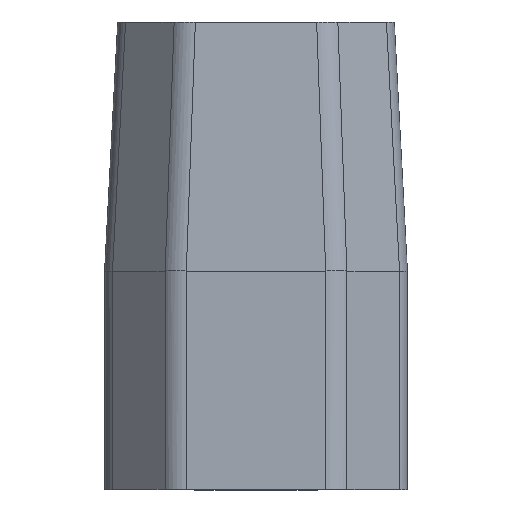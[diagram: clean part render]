
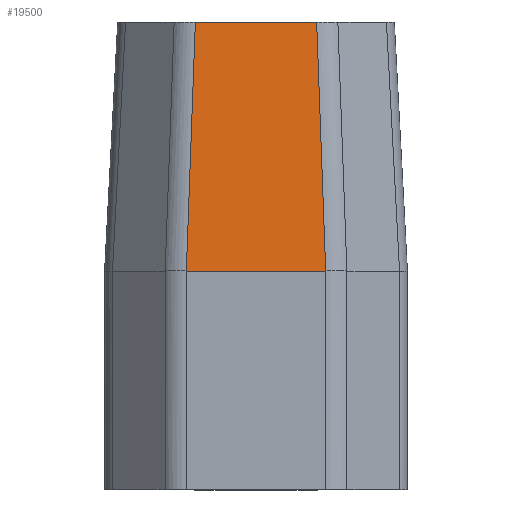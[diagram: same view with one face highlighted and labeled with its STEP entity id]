
A CAD part, top view. The second image highlights one B-rep face of the part: STEP entity #19500.
In plain terms, the highlighted planar face has unit normal (0, 0.047, 0.999).
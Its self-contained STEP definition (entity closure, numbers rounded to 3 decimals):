
#18930=CARTESIAN_POINT('',(-52.698,0.618,75.975));
#18940=DIRECTION('',(0.,0.047,
0.999));
#18950=DIRECTION('',(1.,0.,0.));
#18960=AXIS2_PLACEMENT_3D('',#18930,#18940,#18950);
#18970=PLANE('',#18960);
#18980=CARTESIAN_POINT('',(-47.48,21.993,74.975));
#18990=DIRECTION('',(0.,0.047,
0.999));
#19000=DIRECTION('',(0.,0.999,
-0.047));
#19010=AXIS2_PLACEMENT_3D('',#18980,#18990,#19000);
#19020=ELLIPSE('',#19010,21.398,1.);
#19030=CARTESIAN_POINT('',(-47.48,0.618,75.975));
#19040=VERTEX_POINT('',#19030);
#19050=CARTESIAN_POINT('',(-47.48,0.618,
75.975));
#19060=VERTEX_POINT('',#19050);
#19070=EDGE_CURVE('',#19040,#19060,#19020,.T.);
#19080=ORIENTED_EDGE('',*,*,#19070,.T.);
#19090=CARTESIAN_POINT('',(-48.223,0.618,75.975));
#19100=DIRECTION('',(1.,0.,0.));
#19110=VECTOR('',#19100,1.);
#19120=LINE('',#19090,#19110);
#19130=CARTESIAN_POINT('',(-52.266,0.618,75.975));
#19140=VERTEX_POINT('',#19130);
#19150=EDGE_CURVE('',#19140,#19040,#19120,.T.);
#19160=ORIENTED_EDGE('',*,*,#19150,.T.);
#19170=CARTESIAN_POINT('',(-52.266,21.993,74.975));
#19180=DIRECTION('',(0.,0.047,
0.999));
#19190=DIRECTION('',(0.,0.999,
-0.047));
#19200=AXIS2_PLACEMENT_3D('',#19170,#19180,#19190);
#19210=ELLIPSE('',#19200,21.398,1.);
#19220=CARTESIAN_POINT('',(-52.266,0.618,
75.975));
#19230=VERTEX_POINT('',#19220);
#19240=EDGE_CURVE('',#19230,#19140,#19210,.T.);
#19250=ORIENTED_EDGE('',*,*,#19240,.T.);
#19260=CARTESIAN_POINT('',(-52.288,-0.003,
76.004));
#19270=DIRECTION('',(0.036,0.998,
-0.047));
#19280=VECTOR('',#19270,1.);
#19290=LINE('',#19260,#19280);
#19300=CARTESIAN_POINT('',(-51.956,9.168,75.575));
#19310=VERTEX_POINT('',#19300);
#19320=EDGE_CURVE('',#19230,#19310,#19290,.T.);
#19330=ORIENTED_EDGE('',*,*,#19320,.F.);
#19340=CARTESIAN_POINT('',(-48.223,9.168,75.575));
#19350=DIRECTION('',(-1.,0.,0.));
#19360=VECTOR('',#19350,1.);
#19370=LINE('',#19340,#19360);
#19380=CARTESIAN_POINT('',(-47.79,9.168,75.575));
#19390=VERTEX_POINT('',#19380);
#19400=EDGE_CURVE('',#19390,#19310,#19370,.T.);
#19410=ORIENTED_EDGE('',*,*,#19400,.T.);
#19420=CARTESIAN_POINT('',(-47.457,-0.003,
76.004));
#19430=DIRECTION('',(-0.036,0.998,
-0.047));
#19440=VECTOR('',#19430,1.);
#19450=LINE('',#19420,#19440);
#19460=EDGE_CURVE('',#19060,#19390,#19450,.T.);
#19470=ORIENTED_EDGE('',*,*,#19460,.T.);
#19480=EDGE_LOOP('',(#19470,#19410,#19330,#19250,#19160,#19080));
#19490=FACE_OUTER_BOUND('',#19480,.T.);
#19500=ADVANCED_FACE('',(#19490),#18970,.T.);
